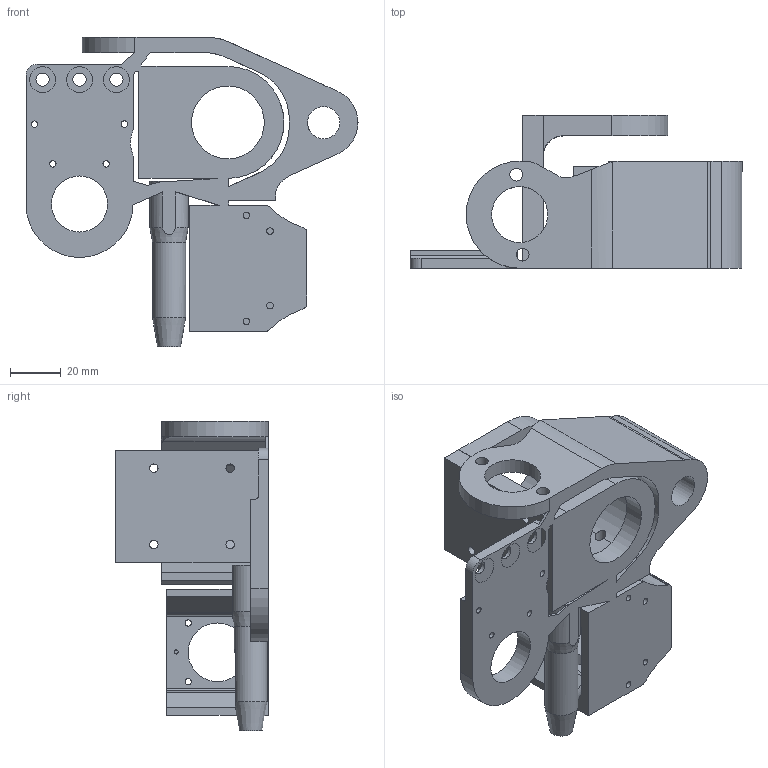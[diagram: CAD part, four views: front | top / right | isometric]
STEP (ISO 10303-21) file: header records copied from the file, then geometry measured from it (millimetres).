
FILE_DESCRIPTION(/* description */ (''),/* implementation_level */ '2;1');
FILE_NAME(/* name */ 'v6_toMachine_aggregate.step',/* time_stamp */ '2025-05-27T14:12:55-07:00',/* author */ (''),/* organization */ (''),/* preprocessor_version */ 'ST-DEVELOPER v20.1',/* originating_system */ 'Autodesk Translation Framework v14.4.0.0',/* authorisation */ '');
FILE_SCHEMA (('AUTOMOTIVE_DESIGN { 1 0 10303 214 3 1 1 }'));
Length unit declared in the file: millimetre
Products named in the file (1): shaft
Bounding box: 130.31 x 60 x 121.42 mm (x, y, z)
Volume: 154461.7 mm3; surface area: 58623.3 mm2
Topology: 1 solids, 1 shells, 192 faces, 547 edges, 356 vertices
Faces by surface type: plane 86, cylinder 86, cone 15, bspline 5
Full cylindrical faces by diameter (mm): 1.623 x2, 2.48 x4, 2.529 x10, 3.332 x6, 4.234 x5, 5 x2, 5.05 x1, 5.2 x3, 6.4 x1, 6.779 x2, 8 x4, 12.7 x1, 13 x1, 22 x2, 23 x1, 28.575 x2
Entity records: 7131 total; most frequent: CARTESIAN_POINT 1868, ORIENTED_EDGE 1090, DIRECTION 1077, EDGE_CURVE 545, AXIS2_PLACEMENT_3D 382, VERTEX_POINT 356, LINE 313, VECTOR 313
